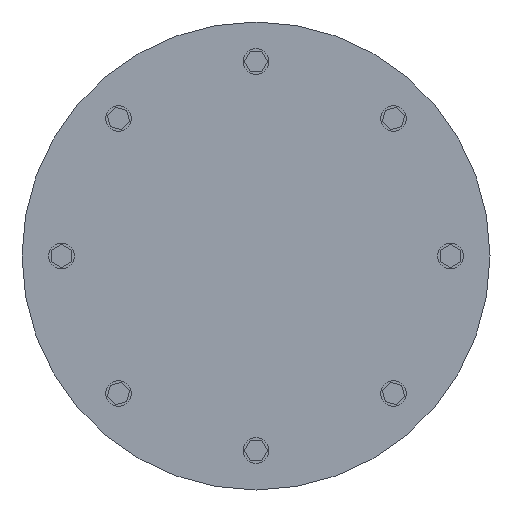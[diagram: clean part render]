
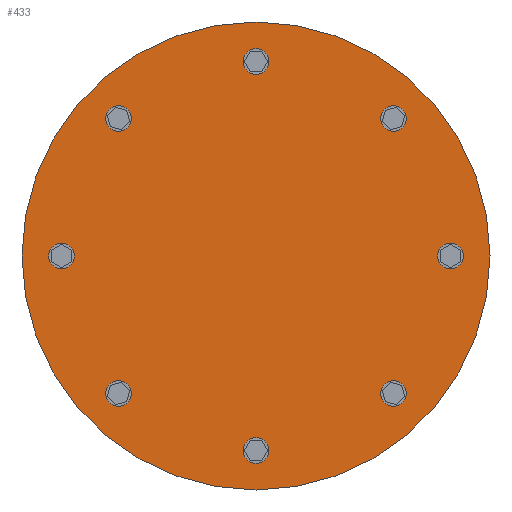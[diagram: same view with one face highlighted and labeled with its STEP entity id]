
A CAD part, left-side view. The second image highlights one B-rep face of the part: STEP entity #433.
In plain terms, the highlighted planar face has unit normal (-1, 0, 0).
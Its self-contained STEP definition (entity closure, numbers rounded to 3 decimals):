
#433 = ADVANCED_FACE( '', ( #1010, #1011, #1012, #1013, #1014, #1015, #1016, #1017, #1018 ), #1019, .F. );
#1010 = FACE_OUTER_BOUND( '', #1725, .T. );
#1011 = FACE_BOUND( '', #1726, .T. );
#1012 = FACE_BOUND( '', #1727, .T. );
#1013 = FACE_BOUND( '', #1728, .T. );
#1014 = FACE_BOUND( '', #1729, .T. );
#1015 = FACE_BOUND( '', #1730, .T. );
#1016 = FACE_BOUND( '', #1731, .T. );
#1017 = FACE_BOUND( '', #1732, .T. );
#1018 = FACE_BOUND( '', #1733, .T. );
#1019 = PLANE( '', #1734 );
#1725 = EDGE_LOOP( '', ( #2875 ) );
#1726 = EDGE_LOOP( '', ( #2876 ) );
#1727 = EDGE_LOOP( '', ( #2877 ) );
#1728 = EDGE_LOOP( '', ( #2878 ) );
#1729 = EDGE_LOOP( '', ( #2879 ) );
#1730 = EDGE_LOOP( '', ( #2880 ) );
#1731 = EDGE_LOOP( '', ( #2881 ) );
#1732 = EDGE_LOOP( '', ( #2882 ) );
#1733 = EDGE_LOOP( '', ( #2883 ) );
#1734 = AXIS2_PLACEMENT_3D( '', #2884, #2885, #2886 );
#2875 = ORIENTED_EDGE( '', *, *, #3823, .F. );
#2876 = ORIENTED_EDGE( '', *, *, #4052, .F. );
#2877 = ORIENTED_EDGE( '', *, *, #4053, .F. );
#2878 = ORIENTED_EDGE( '', *, *, #4042, .F. );
#2879 = ORIENTED_EDGE( '', *, *, #4054, .F. );
#2880 = ORIENTED_EDGE( '', *, *, #4055, .F. );
#2881 = ORIENTED_EDGE( '', *, *, #3689, .F. );
#2882 = ORIENTED_EDGE( '', *, *, #4028, .F. );
#2883 = ORIENTED_EDGE( '', *, *, #3830, .F. );
#2884 = CARTESIAN_POINT( '', ( -130., 0., 0. ) );
#2885 = DIRECTION( '', ( 1., 0., 0. ) );
#2886 = DIRECTION( '', ( 0., 0., -1. ) );
#3689 = EDGE_CURVE( '', #4302, #4302, #4303, .F. );
#3823 = EDGE_CURVE( '', #4535, #4535, #4536, .T. );
#3830 = EDGE_CURVE( '', #4546, #4546, #4547, .F. );
#4028 = EDGE_CURVE( '', #4847, #4847, #4848, .F. );
#4042 = EDGE_CURVE( '', #4868, #4868, #4869, .F. );
#4052 = EDGE_CURVE( '', #4882, #4882, #4883, .F. );
#4053 = EDGE_CURVE( '', #4884, #4884, #4885, .F. );
#4054 = EDGE_CURVE( '', #4886, #4886, #4887, .F. );
#4055 = EDGE_CURVE( '', #4888, #4888, #4889, .F. );
#4302 = VERTEX_POINT( '', #5187 );
#4303 = CIRCLE( '', #5188, 7. );
#4535 = VERTEX_POINT( '', #5504 );
#4536 = CIRCLE( '', #5505, 128. );
#4546 = VERTEX_POINT( '', #5518 );
#4547 = CIRCLE( '', #5519, 7. );
#4847 = VERTEX_POINT( '', #5931 );
#4848 = CIRCLE( '', #5932, 7. );
#4868 = VERTEX_POINT( '', #5957 );
#4869 = CIRCLE( '', #5958, 7. );
#4882 = VERTEX_POINT( '', #5976 );
#4883 = CIRCLE( '', #5977, 7. );
#4884 = VERTEX_POINT( '', #5978 );
#4885 = CIRCLE( '', #5979, 7. );
#4886 = VERTEX_POINT( '', #5980 );
#4887 = CIRCLE( '', #5981, 7. );
#4888 = VERTEX_POINT( '', #5982 );
#4889 = CIRCLE( '', #5983, 7. );
#5187 = CARTESIAN_POINT( '', ( -130., 0., 99.366 ) );
#5188 = AXIS2_PLACEMENT_3D( '', #6318, #6319, #6320 );
#5504 = CARTESIAN_POINT( '', ( -130., 0., -128. ) );
#5505 = AXIS2_PLACEMENT_3D( '', #6471, #6472, #6473 );
#5518 = CARTESIAN_POINT( '', ( -130., -106.366, -7. ) );
#5519 = AXIS2_PLACEMENT_3D( '', #6480, #6481, #6482 );
#5931 = CARTESIAN_POINT( '', ( -130., 0., -113.366 ) );
#5932 = AXIS2_PLACEMENT_3D( '', #6679, #6680, #6681 );
#5957 = CARTESIAN_POINT( '', ( -130., 75.212, -82.212 ) );
#5958 = AXIS2_PLACEMENT_3D( '', #6696, #6697, #6698 );
#5976 = CARTESIAN_POINT( '', ( -130., 106.366, -7. ) );
#5977 = AXIS2_PLACEMENT_3D( '', #6707, #6708, #6709 );
#5978 = CARTESIAN_POINT( '', ( -130., -75.212, 68.212 ) );
#5979 = AXIS2_PLACEMENT_3D( '', #6710, #6711, #6712 );
#5980 = CARTESIAN_POINT( '', ( -130., -75.212, -82.212 ) );
#5981 = AXIS2_PLACEMENT_3D( '', #6713, #6714, #6715 );
#5982 = CARTESIAN_POINT( '', ( -130., 75.212, 68.212 ) );
#5983 = AXIS2_PLACEMENT_3D( '', #6716, #6717, #6718 );
#6318 = CARTESIAN_POINT( '', ( -130., 0., 106.366 ) );
#6319 = DIRECTION( '', ( 1., 0., 0. ) );
#6320 = DIRECTION( '', ( 0., 0., -1. ) );
#6471 = CARTESIAN_POINT( '', ( -130., 0., 0. ) );
#6472 = DIRECTION( '', ( 1., 0., 0. ) );
#6473 = DIRECTION( '', ( 0., 0., -1. ) );
#6480 = CARTESIAN_POINT( '', ( -130., -106.366, 0. ) );
#6481 = DIRECTION( '', ( 1., 0., 0. ) );
#6482 = DIRECTION( '', ( 0., 0., -1. ) );
#6679 = CARTESIAN_POINT( '', ( -130., 0., -106.366 ) );
#6680 = DIRECTION( '', ( 1., 0., 0. ) );
#6681 = DIRECTION( '', ( 0., 0., -1. ) );
#6696 = CARTESIAN_POINT( '', ( -130., 75.212, -75.212 ) );
#6697 = DIRECTION( '', ( 1., 0., 0. ) );
#6698 = DIRECTION( '', ( 0., 0., -1. ) );
#6707 = CARTESIAN_POINT( '', ( -130., 106.366, 0. ) );
#6708 = DIRECTION( '', ( 1., 0., 0. ) );
#6709 = DIRECTION( '', ( 0., 0., -1. ) );
#6710 = CARTESIAN_POINT( '', ( -130., -75.212, 75.212 ) );
#6711 = DIRECTION( '', ( 1., 0., 0. ) );
#6712 = DIRECTION( '', ( 0., 0., -1. ) );
#6713 = CARTESIAN_POINT( '', ( -130., -75.212, -75.212 ) );
#6714 = DIRECTION( '', ( 1., 0., 0. ) );
#6715 = DIRECTION( '', ( 0., 0., -1. ) );
#6716 = CARTESIAN_POINT( '', ( -130., 75.212, 75.212 ) );
#6717 = DIRECTION( '', ( 1., 0., 0. ) );
#6718 = DIRECTION( '', ( 0., 0., -1. ) );
